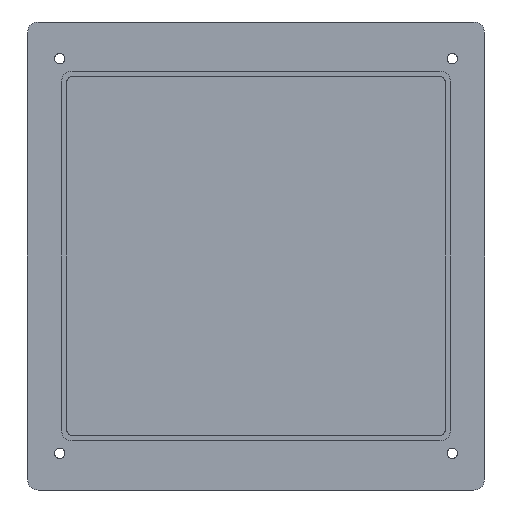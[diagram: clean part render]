
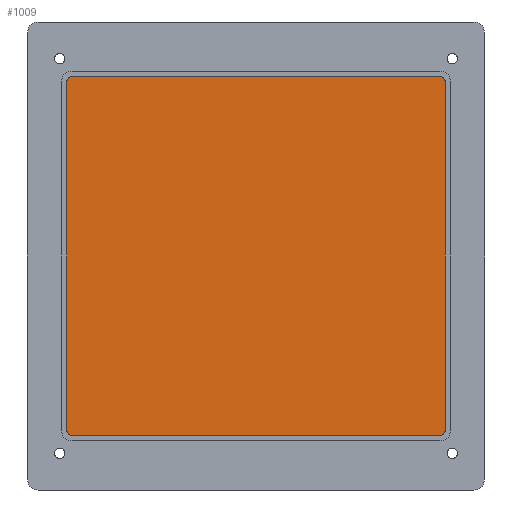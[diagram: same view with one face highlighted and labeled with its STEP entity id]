
A CAD part, front view. The second image highlights one B-rep face of the part: STEP entity #1009.
In plain terms, the highlighted planar face has unit normal (0, -1, 0).
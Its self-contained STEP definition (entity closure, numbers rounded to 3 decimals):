
#818 = VERTEX_POINT('',#819);
#819 = CARTESIAN_POINT('',(-85.25,-5.,83.25));
#827 = VERTEX_POINT('',#828);
#828 = CARTESIAN_POINT('',(-87.75,-5.,80.75));
#834 = EDGE_CURVE('',#818,#827,#835,.T.);
#835 = CIRCLE('',#836,2.5);
#836 = AXIS2_PLACEMENT_3D('',#837,#838,#839);
#837 = CARTESIAN_POINT('',(-85.25,-5.,80.75));
#838 = DIRECTION('',(0.,-1.,0.));
#839 = DIRECTION('',(1.,0.,0.));
#850 = VERTEX_POINT('',#851);
#851 = CARTESIAN_POINT('',(-87.75,-5.,-80.75));
#859 = EDGE_CURVE('',#850,#827,#860,.T.);
#860 = LINE('',#861,#862);
#861 = CARTESIAN_POINT('',(-87.75,-5.,-80.75));
#862 = VECTOR('',#863,1.);
#863 = DIRECTION('',(0.,0.,1.));
#876 = VERTEX_POINT('',#877);
#877 = CARTESIAN_POINT('',(-85.25,-5.,-83.25));
#883 = EDGE_CURVE('',#850,#876,#884,.T.);
#884 = CIRCLE('',#885,2.5);
#885 = AXIS2_PLACEMENT_3D('',#886,#887,#888);
#886 = CARTESIAN_POINT('',(-85.25,-5.,-80.75));
#887 = DIRECTION('',(0.,-1.,0.));
#888 = DIRECTION('',(1.,0.,0.));
#899 = VERTEX_POINT('',#900);
#900 = CARTESIAN_POINT('',(85.25,-5.,-83.25));
#908 = EDGE_CURVE('',#899,#876,#909,.T.);
#909 = LINE('',#910,#911);
#910 = CARTESIAN_POINT('',(85.25,-5.,-83.25));
#911 = VECTOR('',#912,1.);
#912 = DIRECTION('',(-1.,0.,0.));
#925 = VERTEX_POINT('',#926);
#926 = CARTESIAN_POINT('',(87.75,-5.,-80.75));
#932 = EDGE_CURVE('',#899,#925,#933,.T.);
#933 = CIRCLE('',#934,2.5);
#934 = AXIS2_PLACEMENT_3D('',#935,#936,#937);
#935 = CARTESIAN_POINT('',(85.25,-5.,-80.75));
#936 = DIRECTION('',(0.,-1.,0.));
#937 = DIRECTION('',(1.,0.,0.));
#948 = VERTEX_POINT('',#949);
#949 = CARTESIAN_POINT('',(87.75,-5.,80.75));
#957 = EDGE_CURVE('',#948,#925,#958,.T.);
#958 = LINE('',#959,#960);
#959 = CARTESIAN_POINT('',(87.75,-5.,80.75));
#960 = VECTOR('',#961,1.);
#961 = DIRECTION('',(0.,0.,-1.));
#974 = VERTEX_POINT('',#975);
#975 = CARTESIAN_POINT('',(85.25,-5.,83.25));
#981 = EDGE_CURVE('',#948,#974,#982,.T.);
#982 = CIRCLE('',#983,2.5);
#983 = AXIS2_PLACEMENT_3D('',#984,#985,#986);
#984 = CARTESIAN_POINT('',(85.25,-5.,80.75));
#985 = DIRECTION('',(0.,-1.,0.));
#986 = DIRECTION('',(1.,0.,0.));
#999 = EDGE_CURVE('',#818,#974,#1000,.T.);
#1000 = LINE('',#1001,#1002);
#1001 = CARTESIAN_POINT('',(-85.25,-5.,83.25));
#1002 = VECTOR('',#1003,1.);
#1003 = DIRECTION('',(1.,0.,0.));
#1009 = ADVANCED_FACE('',(#1010),#1020,.F.);
#1010 = FACE_BOUND('',#1011,.F.);
#1011 = EDGE_LOOP('',(#1012,#1013,#1014,#1015,#1016,#1017,#1018,#1019));
#1012 = ORIENTED_EDGE('',*,*,#834,.F.);
#1013 = ORIENTED_EDGE('',*,*,#999,.T.);
#1014 = ORIENTED_EDGE('',*,*,#981,.F.);
#1015 = ORIENTED_EDGE('',*,*,#957,.T.);
#1016 = ORIENTED_EDGE('',*,*,#932,.F.);
#1017 = ORIENTED_EDGE('',*,*,#908,.T.);
#1018 = ORIENTED_EDGE('',*,*,#883,.F.);
#1019 = ORIENTED_EDGE('',*,*,#859,.T.);
#1020 = PLANE('',#1021);
#1021 = AXIS2_PLACEMENT_3D('',#1022,#1023,#1024);
#1022 = CARTESIAN_POINT('',(0.,-5.,0.));
#1023 = DIRECTION('',(0.,1.,0.));
#1024 = DIRECTION('',(0.,0.,1.));
